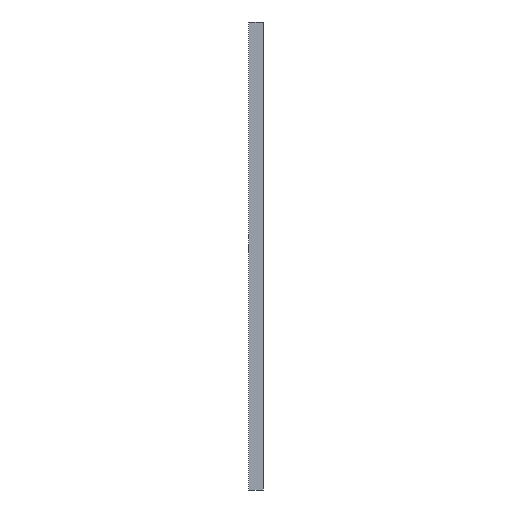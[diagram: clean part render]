
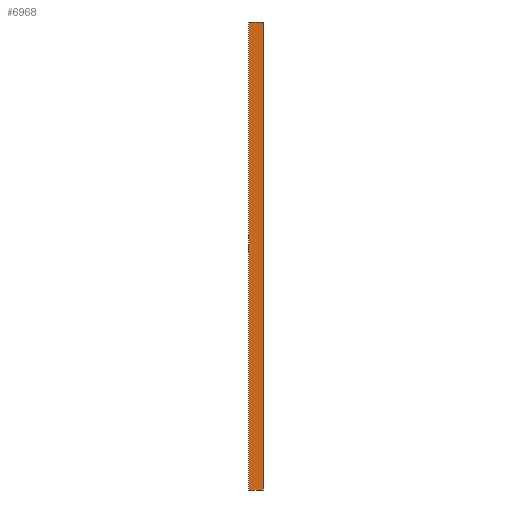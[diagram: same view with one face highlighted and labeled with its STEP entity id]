
A CAD part, left-side view. The second image highlights one B-rep face of the part: STEP entity #6968.
In plain terms, the highlighted planar face has unit normal (-1, 0, 0).
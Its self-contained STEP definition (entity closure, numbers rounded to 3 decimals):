
#295 = VECTOR ( 'NONE', #2572, 1000. ) ;
#373 = CARTESIAN_POINT ( 'NONE',  ( -50., 1.5, -50. ) ) ;
#496 = CARTESIAN_POINT ( 'NONE',  ( -50., 1.5, 50. ) ) ;
#917 = CARTESIAN_POINT ( 'NONE',  ( -50., -1.5, -50. ) ) ;
#1105 = CARTESIAN_POINT ( 'NONE',  ( -50., 1.5, -50. ) ) ;
#1959 = EDGE_CURVE ( 'NONE', #9779, #13358, #15096, .T. ) ;
#2572 = DIRECTION ( 'NONE',  ( 0., -1., 0. ) ) ;
#2720 = VECTOR ( 'NONE', #16053, 1000. ) ;
#3308 = VECTOR ( 'NONE', #15602, 1000. ) ;
#3982 = DIRECTION ( 'NONE',  ( 0., 0., 1. ) ) ;
#4559 = ORIENTED_EDGE ( 'NONE', *, *, #16488, .F. ) ;
#5318 = CARTESIAN_POINT ( 'NONE',  ( -50., 1.5, 50. ) ) ;
#6305 = DIRECTION ( 'NONE',  ( 1., 0., 0. ) ) ;
#6652 = LINE ( 'NONE', #5318, #3308 ) ;
#6754 = AXIS2_PLACEMENT_3D ( 'NONE', #8802, #6305, #16433 ) ;
#6914 = ORIENTED_EDGE ( 'NONE', *, *, #7421, .F. ) ;
#6968 = ADVANCED_FACE ( 'NONE', ( #7574 ), #7458, .F. ) ;
#7072 = LINE ( 'NONE', #1105, #295 ) ;
#7179 = EDGE_LOOP ( 'NONE', ( #15604, #4559, #6914, #13591 ) ) ;
#7197 = LINE ( 'NONE', #373, #13617 ) ;
#7421 = EDGE_CURVE ( 'NONE', #14120, #9318, #7197, .T. ) ;
#7458 = PLANE ( 'NONE',  #6754 ) ;
#7574 = FACE_OUTER_BOUND ( 'NONE', #7179, .T. ) ;
#7883 = CARTESIAN_POINT ( 'NONE',  ( -50., -1.5, -50. ) ) ;
#8802 = CARTESIAN_POINT ( 'NONE',  ( -50., 1.5, -50. ) ) ;
#9318 = VERTEX_POINT ( 'NONE', #496 ) ;
#9779 = VERTEX_POINT ( 'NONE', #7883 ) ;
#13358 = VERTEX_POINT ( 'NONE', #15995 ) ;
#13591 = ORIENTED_EDGE ( 'NONE', *, *, #15603, .T. ) ;
#13617 = VECTOR ( 'NONE', #3982, 1000. ) ;
#14120 = VERTEX_POINT ( 'NONE', #15035 ) ;
#15035 = CARTESIAN_POINT ( 'NONE',  ( -50., 1.5, -50. ) ) ;
#15096 = LINE ( 'NONE', #917, #2720 ) ;
#15602 = DIRECTION ( 'NONE',  ( 0., -1., 0. ) ) ;
#15603 = EDGE_CURVE ( 'NONE', #14120, #9779, #7072, .T. ) ;
#15604 = ORIENTED_EDGE ( 'NONE', *, *, #1959, .T. ) ;
#15995 = CARTESIAN_POINT ( 'NONE',  ( -50., -1.5, 50. ) ) ;
#16053 = DIRECTION ( 'NONE',  ( 0., 0., 1. ) ) ;
#16433 = DIRECTION ( 'NONE',  ( 0., 0., -1. ) ) ;
#16488 = EDGE_CURVE ( 'NONE', #9318, #13358, #6652, .T. ) ;
